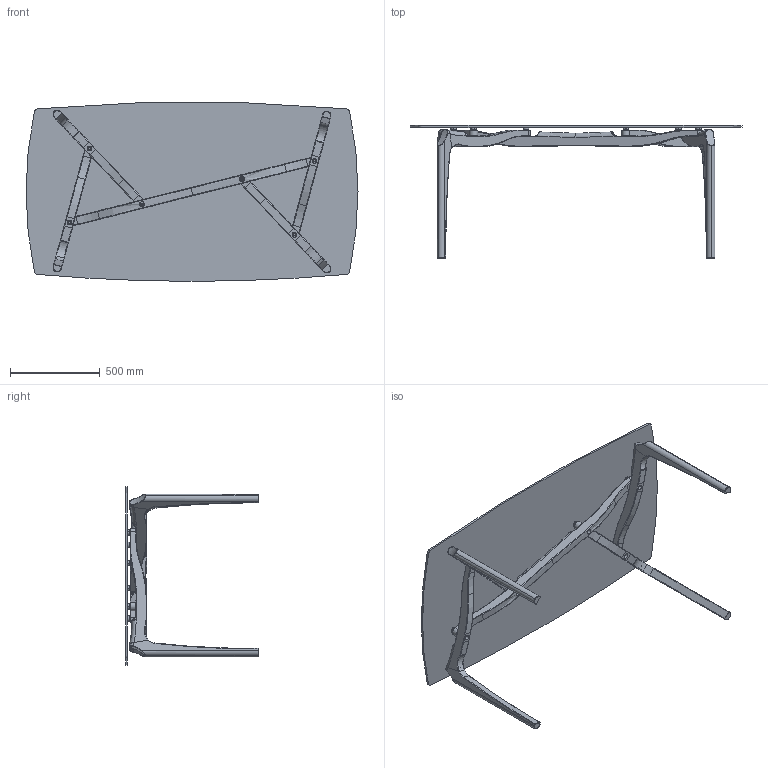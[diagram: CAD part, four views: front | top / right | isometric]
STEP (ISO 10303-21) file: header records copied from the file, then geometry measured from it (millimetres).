
FILE_DESCRIPTION (( 'STEP AP214' ), '1' );
FILE_NAME ('MI-480-00-04-F120623-CARLINA DINING TABLE 185.STEP', '2024-05-14T08:32:08', ( '' ), ( '' ), 'SwSTEP 2.0', 'SolidWorks 2022', '' );
FILE_SCHEMA (( 'AUTOMOTIVE_DESIGN' ));
Length unit declared in the file: millimetre
Products named in the file (7): MI-480-00-04-F120623-CARLINA DINING TABLE 185; MI-480-01-01-04-F060623-TRAVESAÑO SHORT; MI-480-01-01-03-F060623-CASQUILLO; Esparrago M4x10; Tornillo DIN 912 M8x75; MI-480-01-01-01-F060623-PATA; MI-480-01-01-06-F060623-SOBRE 185X100
Assembly tree (24 placements, depth 2):
  MI-480-00-04-F120623-CARLINA DINING TABLE 185
    MI-480-01-01-04-F060623-TRAVESAÑO SHORT
    MI-480-01-01-01-F060623-PATA  x4
    MI-480-01-01-06-F060623-SOBRE 185X100
    MI-480-01-01-03-F060623-CASQUILLO  x6
    Tornillo DIN 912 M8x75  x6
    Esparrago M4x10  x6
Bounding box: 1850 x 740 x 995.7 mm (x, y, z)
Volume: 33950067.1 mm3; surface area: 5012234.8 mm2
Topology: 40 solids, 40 shells, 801 faces, 1768 edges, 1079 vertices
Faces by surface type: cylinder 363, plane 166, torus 164, cone 72, bspline 36
Entity records: 11023 total; most frequent: CARTESIAN_POINT 3833, DIRECTION 1591, ORIENTED_EDGE 1300, AXIS2_PLACEMENT_3D 693, EDGE_CURVE 650, VERTEX_POINT 397, CIRCLE 383, EDGE_LOOP 325
